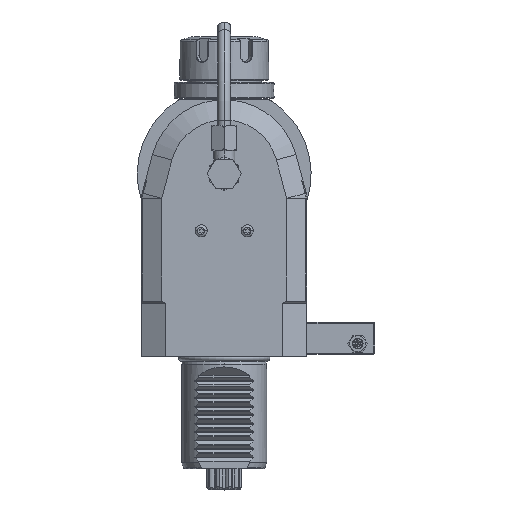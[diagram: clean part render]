
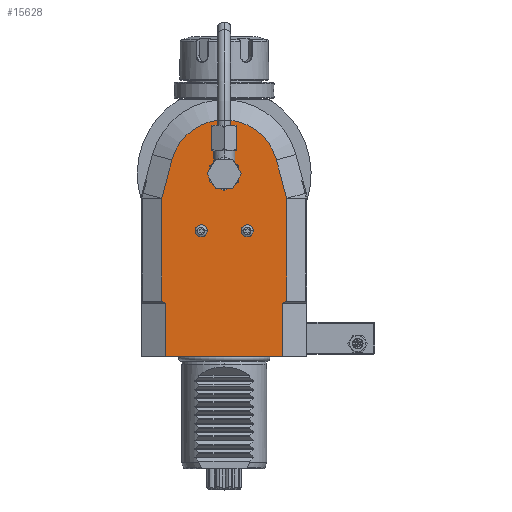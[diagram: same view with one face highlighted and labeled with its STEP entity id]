
A CAD part, top view. The second image highlights one B-rep face of the part: STEP entity #15628.
In plain terms, the highlighted planar face has unit normal (0, 0, 1).
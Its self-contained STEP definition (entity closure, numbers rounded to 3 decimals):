
#341=DIRECTION('',(-1.,0.,0.));
#342=VECTOR('',#341,55.);
#343=CARTESIAN_POINT('',(27.5,-86.,40.));
#344=LINE('',#343,#342);
#517=DIRECTION('',(0.,-1.,0.));
#518=VECTOR('',#517,25.);
#519=CARTESIAN_POINT('',(27.5,-61.,40.));
#520=LINE('',#519,#518);
#521=DIRECTION('',(0.,1.,0.));
#522=VECTOR('',#521,25.);
#523=CARTESIAN_POINT('',(-27.5,-86.,40.));
#524=LINE('',#523,#522);
#525=DIRECTION('',(0.894,-0.447,0.));
#526=VECTOR('',#525,2.236);
#527=CARTESIAN_POINT('',(-29.5,-60.,40.));
#528=LINE('',#527,#526);
#529=DIRECTION('',(0.,-1.,0.));
#530=VECTOR('',#529,48.363);
#531=CARTESIAN_POINT('',(-29.5,-11.637,40.));
#532=LINE('',#531,#530);
#533=CARTESIAN_POINT('',(-29.,-11.637,40.));
#534=DIRECTION('',(0.,0.,1.));
#535=DIRECTION('',(-0.966,0.259,0.));
#536=AXIS2_PLACEMENT_3D('',#533,#534,#535);
#538=DIRECTION('',(-0.259,-0.966,0.));
#539=VECTOR('',#538,18.746);
#540=CARTESIAN_POINT('',(-24.631,6.6,40.));
#541=LINE('',#540,#539);
#542=CARTESIAN_POINT('',(0.,0.,40.));
#543=DIRECTION('',(0.,0.,1.));
#544=DIRECTION('',(0.966,0.259,0.));
#545=AXIS2_PLACEMENT_3D('',#542,#543,#544);
#547=DIRECTION('',(-0.259,0.966,0.));
#548=VECTOR('',#547,18.746);
#549=CARTESIAN_POINT('',(29.483,-11.507,40.));
#550=LINE('',#549,#548);
#551=CARTESIAN_POINT('',(29.,-11.637,40.));
#552=DIRECTION('',(0.,0.,1.));
#553=DIRECTION('',(1.,0.,0.));
#554=AXIS2_PLACEMENT_3D('',#551,#552,#553);
#556=DIRECTION('',(0.,1.,0.));
#557=VECTOR('',#556,48.363);
#558=CARTESIAN_POINT('',(29.5,-60.,40.));
#559=LINE('',#558,#557);
#560=DIRECTION('',(0.894,0.447,0.));
#561=VECTOR('',#560,2.236);
#562=CARTESIAN_POINT('',(27.5,-61.,40.));
#563=LINE('',#562,#561);
#564=CARTESIAN_POINT('',(0.,0.,40.));
#565=DIRECTION('',(0.,0.,1.));
#566=DIRECTION('',(1.,0.,0.));
#567=AXIS2_PLACEMENT_3D('',#564,#565,#566);
#569=CARTESIAN_POINT('',(0.,0.,40.));
#570=DIRECTION('',(0.,0.,1.));
#571=DIRECTION('',(-1.,0.,0.));
#572=AXIS2_PLACEMENT_3D('',#569,#570,#571);
#574=CARTESIAN_POINT('',(10.864,-26.888,40.));
#575=DIRECTION('',(0.,0.,1.));
#576=DIRECTION('',(-1.,0.,0.));
#577=AXIS2_PLACEMENT_3D('',#574,#575,#576);
#579=CARTESIAN_POINT('',(10.864,-26.888,40.));
#580=DIRECTION('',(0.,0.,1.));
#581=DIRECTION('',(1.,0.,0.));
#582=AXIS2_PLACEMENT_3D('',#579,#580,#581);
#584=CARTESIAN_POINT('',(-10.864,-26.888,40.));
#585=DIRECTION('',(0.,0.,1.));
#586=DIRECTION('',(-1.,0.,0.));
#587=AXIS2_PLACEMENT_3D('',#584,#585,#586);
#589=CARTESIAN_POINT('',(-10.864,-26.888,40.));
#590=DIRECTION('',(0.,0.,1.));
#591=DIRECTION('',(1.,0.,0.));
#592=AXIS2_PLACEMENT_3D('',#589,#590,#591);
#13696=CARTESIAN_POINT('',(24.631,6.6,40.));
#13697=CARTESIAN_POINT('',(-24.631,6.6,40.));
#13698=VERTEX_POINT('',#13696);
#13699=VERTEX_POINT('',#13697);
#13704=CARTESIAN_POINT('',(-29.483,-11.507,40.));
#13705=VERTEX_POINT('',#13704);
#13706=CARTESIAN_POINT('',(29.483,-11.507,40.));
#13707=VERTEX_POINT('',#13706);
#13708=CARTESIAN_POINT('',(-29.5,-11.637,40.));
#13709=VERTEX_POINT('',#13708);
#13710=CARTESIAN_POINT('',(29.5,-11.637,40.));
#13711=VERTEX_POINT('',#13710);
#13729=CARTESIAN_POINT('',(29.5,-60.,40.));
#13731=VERTEX_POINT('',#13729);
#13738=CARTESIAN_POINT('',(-29.5,-60.,40.));
#13739=VERTEX_POINT('',#13738);
#14050=CARTESIAN_POINT('',(-13.714,-26.888,40.));
#14051=CARTESIAN_POINT('',(-8.014,-26.888,40.));
#14052=VERTEX_POINT('',#14050);
#14053=VERTEX_POINT('',#14051);
#14086=CARTESIAN_POINT('',(8.014,-26.888,40.));
#14087=CARTESIAN_POINT('',(13.714,-26.888,40.));
#14088=VERTEX_POINT('',#14086);
#14089=VERTEX_POINT('',#14087);
#14202=CARTESIAN_POINT('',(27.5,-61.,40.));
#14203=VERTEX_POINT('',#14202);
#14204=CARTESIAN_POINT('',(-27.5,-61.,40.));
#14205=VERTEX_POINT('',#14204);
#14773=CARTESIAN_POINT('',(6.5,0.,40.));
#14774=CARTESIAN_POINT('',(-6.5,0.,40.));
#14775=VERTEX_POINT('',#14773);
#14776=VERTEX_POINT('',#14774);
#14937=CARTESIAN_POINT('',(-27.5,-86.,40.));
#14939=VERTEX_POINT('',#14937);
#14942=CARTESIAN_POINT('',(27.5,-86.,40.));
#14944=VERTEX_POINT('',#14942);
#15581=CARTESIAN_POINT('',(0.,0.,40.));
#15582=DIRECTION('',(0.,0.,1.));
#15583=DIRECTION('',(1.,0.,0.));
#15584=AXIS2_PLACEMENT_3D('',#15581,#15582,#15583);
#15585=PLANE('',#15584);
#15587=ORIENTED_EDGE('',*,*,#15586,.T.);
#15588=ORIENTED_EDGE('',*,*,#15543,.T.);
#15589=ORIENTED_EDGE('',*,*,#15572,.T.);
#15591=ORIENTED_EDGE('',*,*,#15590,.F.);
#15593=ORIENTED_EDGE('',*,*,#15592,.F.);
#15595=ORIENTED_EDGE('',*,*,#15594,.F.);
#15597=ORIENTED_EDGE('',*,*,#15596,.F.);
#15599=ORIENTED_EDGE('',*,*,#15598,.F.);
#15601=ORIENTED_EDGE('',*,*,#15600,.F.);
#15603=ORIENTED_EDGE('',*,*,#15602,.F.);
#15605=ORIENTED_EDGE('',*,*,#15604,.F.);
#15607=ORIENTED_EDGE('',*,*,#15606,.F.);
#15608=EDGE_LOOP('',(#15587,#15588,#15589,#15591,#15593,#15595,#15597,#15599,
#15601,#15603,#15605,#15607));
#15609=FACE_OUTER_BOUND('',#15608,.F.);
#15611=ORIENTED_EDGE('',*,*,#15610,.T.);
#15613=ORIENTED_EDGE('',*,*,#15612,.T.);
#15614=EDGE_LOOP('',(#15611,#15613));
#15615=FACE_BOUND('',#15614,.F.);
#15617=ORIENTED_EDGE('',*,*,#15616,.T.);
#15619=ORIENTED_EDGE('',*,*,#15618,.T.);
#15620=EDGE_LOOP('',(#15617,#15619));
#15621=FACE_BOUND('',#15620,.F.);
#15623=ORIENTED_EDGE('',*,*,#15622,.T.);
#15625=ORIENTED_EDGE('',*,*,#15624,.T.);
#15626=EDGE_LOOP('',(#15623,#15625));
#15627=FACE_BOUND('',#15626,.F.);
#537=CIRCLE('',#536,0.5);
#546=CIRCLE('',#545,25.5);
#555=CIRCLE('',#554,0.5);
#568=CIRCLE('',#567,6.5);
#573=CIRCLE('',#572,6.5);
#578=CIRCLE('',#577,2.85);
#583=CIRCLE('',#582,2.85);
#588=CIRCLE('',#587,2.85);
#593=CIRCLE('',#592,2.85);
#15543=EDGE_CURVE('',#14944,#14939,#344,.T.);
#15572=EDGE_CURVE('',#14939,#14205,#524,.T.);
#15586=EDGE_CURVE('',#14203,#14944,#520,.T.);
#15590=EDGE_CURVE('',#13739,#14205,#528,.T.);
#15592=EDGE_CURVE('',#13709,#13739,#532,.T.);
#15594=EDGE_CURVE('',#13705,#13709,#537,.T.);
#15596=EDGE_CURVE('',#13699,#13705,#541,.T.);
#15598=EDGE_CURVE('',#13698,#13699,#546,.T.);
#15600=EDGE_CURVE('',#13707,#13698,#550,.T.);
#15602=EDGE_CURVE('',#13711,#13707,#555,.T.);
#15604=EDGE_CURVE('',#13731,#13711,#559,.T.);
#15606=EDGE_CURVE('',#14203,#13731,#563,.T.);
#15610=EDGE_CURVE('',#14775,#14776,#568,.T.);
#15612=EDGE_CURVE('',#14776,#14775,#573,.T.);
#15616=EDGE_CURVE('',#14088,#14089,#578,.T.);
#15618=EDGE_CURVE('',#14089,#14088,#583,.T.);
#15622=EDGE_CURVE('',#14052,#14053,#588,.T.);
#15624=EDGE_CURVE('',#14053,#14052,#593,.T.);
#15628=ADVANCED_FACE('',(#15609,#15615,#15621,#15627),#15585,.T.);
